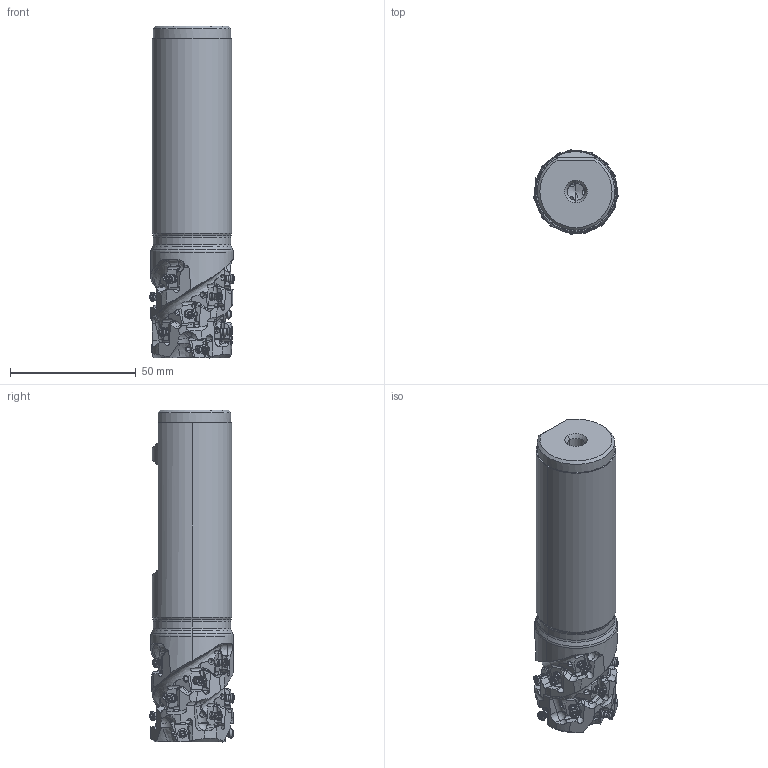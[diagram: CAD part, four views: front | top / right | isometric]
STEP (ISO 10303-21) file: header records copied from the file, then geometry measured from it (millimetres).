
FILE_DESCRIPTION(/* description */ (''),/* implementation_level */ '2;1');
FILE_NAME(/* name */ 'VPX200UR223FA20S1315.stp',/* time_stamp */ '2021-06-22T11:12:49+09:00',/* author */ (''),/* organization */ (''),/* preprocessor_version */ 'ST-DEVELOPER v16',/* originating_system */ 'SIEMENS PLM Software NX 10.0',/* authorisation */ '');
FILE_SCHEMA (('AUTOMOTIVE_DESIGN { 1 0 10303 214 3 1 1 1 }'));
Products named in the file (1): VPX200UR223FA20S1315_ASM
Bounding box: 33.59 x 33.59 x 132.15 mm (x, y, z)
Volume: 91635.5 mm3; surface area: 21952.6 mm2
Topology: 16 solids, 16 shells, 1582 faces, 4425 edges, 2818 vertices
Faces by surface type: cylinder 716, plane 382, cone 222, torus 109, sphere 99, bspline 27, extrusion 27
Entity records: 65942 total; most frequent: CARTESIAN_POINT 26215, ORIENTED_EDGE 8602, DIRECTION 7972, EDGE_CURVE 4301, AXIS2_PLACEMENT_3D 3243, VERTEX_POINT 2800, EDGE_LOOP 1661, ADVANCED_FACE 1582
